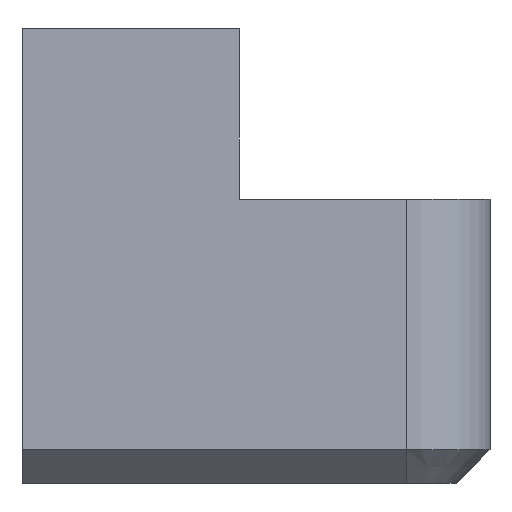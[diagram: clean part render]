
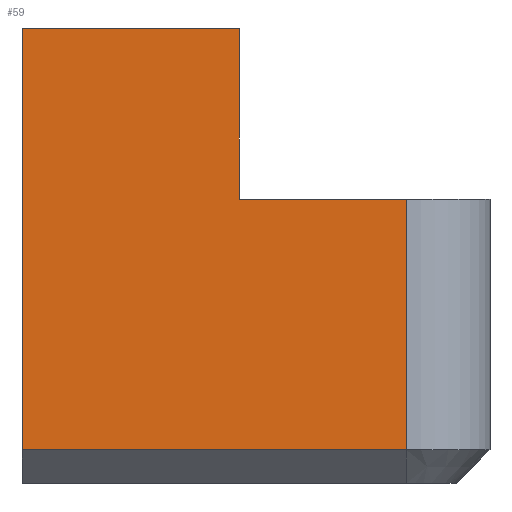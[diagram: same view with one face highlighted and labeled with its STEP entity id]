
A CAD part, left-side view. The second image highlights one B-rep face of the part: STEP entity #59.
In plain terms, the highlighted planar face has unit normal (-1, 0, 0).
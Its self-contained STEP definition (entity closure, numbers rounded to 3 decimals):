
#21 = EDGE_CURVE('',#22,#24,#26,.T.);
#22 = VERTEX_POINT('',#23);
#23 = CARTESIAN_POINT('',(-10.,-11.5,1.));
#24 = VERTEX_POINT('',#25);
#25 = CARTESIAN_POINT('',(-10.,-11.5,8.5));
#26 = LINE('',#27,#28);
#27 = CARTESIAN_POINT('',(-10.,-11.5,0.));
#28 = VECTOR('',#29,1.);
#29 = DIRECTION('',(0.,0.,1.));
#59 = ADVANCED_FACE('',(#60),#101,.T.);
#60 = FACE_BOUND('',#61,.T.);
#61 = EDGE_LOOP('',(#62,#72,#78,#79,#87,#95));
#62 = ORIENTED_EDGE('',*,*,#63,.F.);
#63 = EDGE_CURVE('',#64,#66,#68,.T.);
#64 = VERTEX_POINT('',#65);
#65 = CARTESIAN_POINT('',(-10.,0.,1.));
#66 = VERTEX_POINT('',#67);
#67 = CARTESIAN_POINT('',(-10.,0.,13.6));
#68 = LINE('',#69,#70);
#69 = CARTESIAN_POINT('',(-10.,0.,0.));
#70 = VECTOR('',#71,1.);
#71 = DIRECTION('',(0.,0.,1.));
#72 = ORIENTED_EDGE('',*,*,#73,.T.);
#73 = EDGE_CURVE('',#64,#22,#74,.T.);
#74 = LINE('',#75,#76);
#75 = CARTESIAN_POINT('',(-10.,0.,1.));
#76 = VECTOR('',#77,1.);
#77 = DIRECTION('',(0.,-1.,0.));
#78 = ORIENTED_EDGE('',*,*,#21,.T.);
#79 = ORIENTED_EDGE('',*,*,#80,.T.);
#80 = EDGE_CURVE('',#24,#81,#83,.T.);
#81 = VERTEX_POINT('',#82);
#82 = CARTESIAN_POINT('',(-10.,-6.5,8.5));
#83 = LINE('',#84,#85);
#84 = CARTESIAN_POINT('',(-10.,-11.5,8.5));
#85 = VECTOR('',#86,1.);
#86 = DIRECTION('',(0.,1.,0.));
#87 = ORIENTED_EDGE('',*,*,#88,.T.);
#88 = EDGE_CURVE('',#81,#89,#91,.T.);
#89 = VERTEX_POINT('',#90);
#90 = CARTESIAN_POINT('',(-10.,-6.5,13.6));
#91 = LINE('',#92,#93);
#92 = CARTESIAN_POINT('',(-10.,-6.5,0.));
#93 = VECTOR('',#94,1.);
#94 = DIRECTION('',(0.,0.,1.));
#95 = ORIENTED_EDGE('',*,*,#96,.F.);
#96 = EDGE_CURVE('',#66,#89,#97,.T.);
#97 = LINE('',#98,#99);
#98 = CARTESIAN_POINT('',(-10.,0.,13.6));
#99 = VECTOR('',#100,1.);
#100 = DIRECTION('',(0.,-1.,0.));
#101 = PLANE('',#102);
#102 = AXIS2_PLACEMENT_3D('',#103,#104,#105);
#103 = CARTESIAN_POINT('',(-10.,-5.242,6.292));
#104 = DIRECTION('',(-1.,-0.,-0.));
#105 = DIRECTION('',(0.,0.,-1.));
